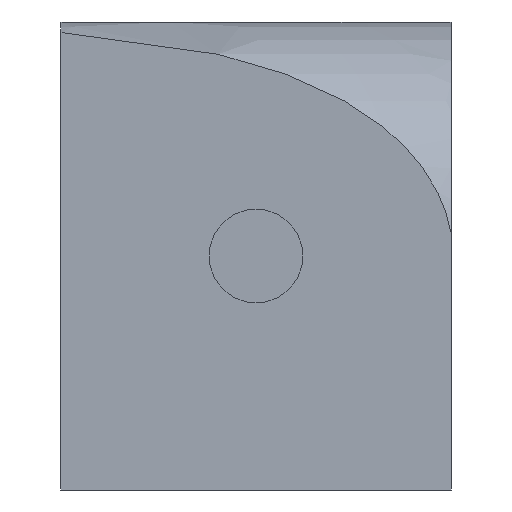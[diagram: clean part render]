
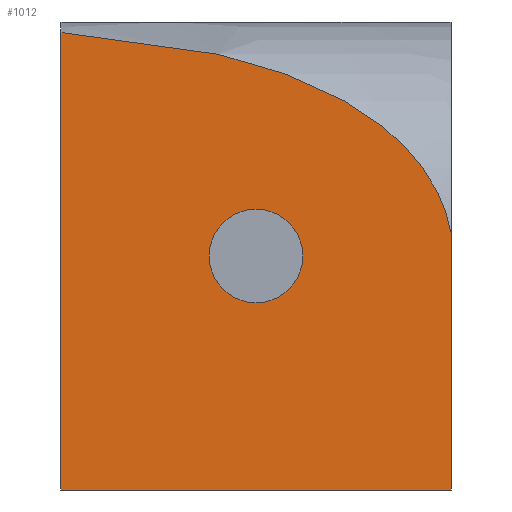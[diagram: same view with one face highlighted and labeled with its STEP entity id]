
A CAD part, left-side view. The second image highlights one B-rep face of the part: STEP entity #1012.
In plain terms, the highlighted planar face has unit normal (-1, 0, 0).
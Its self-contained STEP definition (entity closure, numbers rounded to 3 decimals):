
#21=B_SPLINE_CURVE_WITH_KNOTS('',3,(#1707,#1708,#1709,#1710,#1711,#1712,
#1713,#1714,#1715,#1716,#1717,#1718,#1719,#1720,#1721,#1722,#1723,#1724),
 .UNSPECIFIED.,.F.,.F.,(4,2,2,2,2,2,2,2,4),(0.465,0.521,
1.041,1.178,1.315,1.405,1.495,
1.567,1.584),.UNSPECIFIED.);
#38=FACE_BOUND('',#194,.T.);
#78=PLANE('',#1106);
#128=FACE_OUTER_BOUND('',#193,.T.);
#193=EDGE_LOOP('',(#925,#926,#927,#928));
#194=EDGE_LOOP('',(#929,#930));
#249=LINE('',#1489,#353);
#294=LINE('',#1625,#398);
#303=LINE('',#1756,#407);
#353=VECTOR('',#1205,25.4);
#398=VECTOR('',#1342,25.4);
#407=VECTOR('',#1369,25.4);
#431=CIRCLE('',#1080,3.);
#432=CIRCLE('',#1081,3.);
#479=VERTEX_POINT('',#1486);
#480=VERTEX_POINT('',#1488);
#505=VERTEX_POINT('',#1559);
#506=VERTEX_POINT('',#1560);
#525=VERTEX_POINT('',#1624);
#533=VERTEX_POINT('',#1706);
#589=EDGE_CURVE('',#479,#480,#249,.T.);
#623=EDGE_CURVE('',#505,#506,#431,.T.);
#625=EDGE_CURVE('',#506,#505,#432,.T.);
#656=EDGE_CURVE('',#480,#525,#294,.T.);
#670=EDGE_CURVE('',#525,#533,#21,.T.);
#673=EDGE_CURVE('',#533,#479,#303,.T.);
#925=ORIENTED_EDGE('',*,*,#656,.F.);
#926=ORIENTED_EDGE('',*,*,#589,.F.);
#927=ORIENTED_EDGE('',*,*,#673,.F.);
#928=ORIENTED_EDGE('',*,*,#670,.F.);
#929=ORIENTED_EDGE('',*,*,#623,.F.);
#930=ORIENTED_EDGE('',*,*,#625,.F.);
#1012=ADVANCED_FACE('',(#128,#38),#78,.F.);
#1080=AXIS2_PLACEMENT_3D('',#1561,#1279,#1280);
#1081=AXIS2_PLACEMENT_3D('',#1563,#1282,#1283);
#1106=AXIS2_PLACEMENT_3D('',#1755,#1367,#1368);
#1205=DIRECTION('',(0.,1.,0.));
#1279=DIRECTION('center_axis',(-1.,0.,0.));
#1280=DIRECTION('ref_axis',(0.,0.,-1.));
#1282=DIRECTION('center_axis',(-1.,0.,0.));
#1283=DIRECTION('ref_axis',(0.,0.,-1.));
#1342=DIRECTION('',(0.,0.,1.));
#1367=DIRECTION('center_axis',(1.,0.,0.));
#1368=DIRECTION('ref_axis',(0.,-1.,0.));
#1369=DIRECTION('',(0.,0.,-1.));
#1486=CARTESIAN_POINT('',(68.342,85.115,-97.626));
#1488=CARTESIAN_POINT('',(68.342,110.115,-97.626));
#1489=CARTESIAN_POINT('',(68.342,122.891,-97.626));
#1559=CARTESIAN_POINT('',(68.342,97.615,-85.626));
#1560=CARTESIAN_POINT('',(68.342,97.615,-79.626));
#1561=CARTESIAN_POINT('Origin',(68.342,97.615,-82.626));
#1563=CARTESIAN_POINT('Origin',(68.342,97.615,-82.626));
#1624=CARTESIAN_POINT('',(68.342,110.115,-68.302));
#1625=CARTESIAN_POINT('',(68.342,110.115,-112.626));
#1706=CARTESIAN_POINT('',(68.342,85.115,-81.128));
#1707=CARTESIAN_POINT('Ctrl Pts',(68.342,110.115,-68.302));
#1708=CARTESIAN_POINT('Ctrl Pts',(68.342,109.606,-68.339));
#1709=CARTESIAN_POINT('Ctrl Pts',(68.342,109.098,-68.379));
#1710=CARTESIAN_POINT('Ctrl Pts',(68.342,103.818,-68.837));
#1711=CARTESIAN_POINT('Ctrl Pts',(68.342,99.119,-69.61));
#1712=CARTESIAN_POINT('Ctrl Pts',(68.342,93.944,-71.655));
#1713=CARTESIAN_POINT('Ctrl Pts',(68.342,92.791,-72.19));
#1714=CARTESIAN_POINT('Ctrl Pts',(68.342,90.611,-73.463));
#1715=CARTESIAN_POINT('Ctrl Pts',(68.342,89.585,-74.204));
#1716=CARTESIAN_POINT('Ctrl Pts',(68.342,88.165,-75.496));
#1717=CARTESIAN_POINT('Ctrl Pts',(68.342,87.589,-76.104));
#1718=CARTESIAN_POINT('Ctrl Pts',(68.342,86.581,-77.426));
#1719=CARTESIAN_POINT('Ctrl Pts',(68.342,86.15,-78.141));
#1720=CARTESIAN_POINT('Ctrl Pts',(68.342,85.576,-79.395));
#1721=CARTESIAN_POINT('Ctrl Pts',(68.342,85.351,-80.032));
#1722=CARTESIAN_POINT('Ctrl Pts',(68.342,85.17,-80.832));
#1723=CARTESIAN_POINT('Ctrl Pts',(68.342,85.14,-80.98));
#1724=CARTESIAN_POINT('Ctrl Pts',(68.342,85.115,-81.128));
#1755=CARTESIAN_POINT('Origin',(68.342,148.168,-142.626));
#1756=CARTESIAN_POINT('',(68.342,85.115,-112.626));
